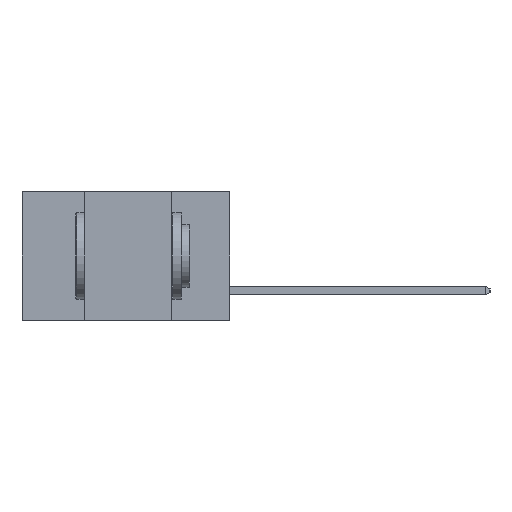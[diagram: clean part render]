
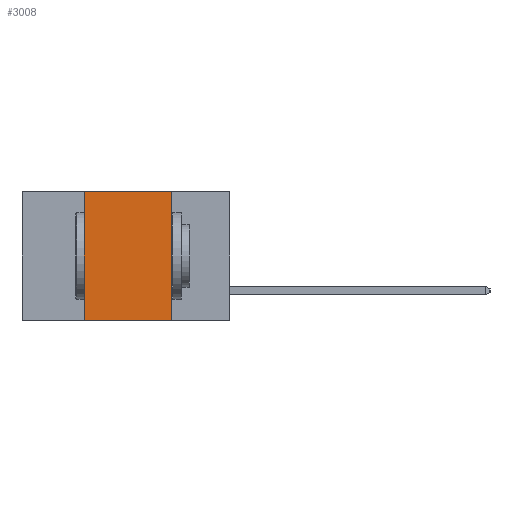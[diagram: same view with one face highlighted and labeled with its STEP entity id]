
A CAD part, left-side view. The second image highlights one B-rep face of the part: STEP entity #3008.
In plain terms, the highlighted planar face has unit normal (-1, 0, 0).
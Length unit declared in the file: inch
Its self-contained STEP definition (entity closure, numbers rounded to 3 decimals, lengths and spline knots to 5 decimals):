
#551 = DIRECTION ( 'NONE',  ( 0., 0., 1. ) ) ;
#965 = DIRECTION ( 'NONE',  ( 0., -1., 0. ) ) ;
#1704 = VERTEX_POINT ( 'NONE', #13620 ) ;
#1925 = EDGE_CURVE ( 'NONE', #3810, #6027, #10087, .T. ) ;
#1990 = AXIS2_PLACEMENT_3D ( 'NONE', #16278, #17769, #15106 ) ;
#2126 = CARTESIAN_POINT ( 'NONE',  ( 0., 0.42, -0.37 ) ) ;
#3008 = ADVANCED_FACE ( 'NONE', ( #12948 ), #16369, .F. ) ;
#3038 = EDGE_CURVE ( 'NONE', #6027, #9296, #16613, .T. ) ;
#3810 = VERTEX_POINT ( 'NONE', #11010 ) ;
#4054 = ORIENTED_EDGE ( 'NONE', *, *, #5255, .F. ) ;
#4197 = CARTESIAN_POINT ( 'NONE',  ( 0., 0.42, 0. ) ) ;
#4555 = ORIENTED_EDGE ( 'NONE', *, *, #1925, .F. ) ;
#4683 = LINE ( 'NONE', #5432, #12363 ) ;
#5255 = EDGE_CURVE ( 'NONE', #9296, #1704, #4683, .T. ) ;
#5360 = DIRECTION ( 'NONE',  ( 0., 0., -1. ) ) ;
#5432 = CARTESIAN_POINT ( 'NONE',  ( 0., 0.17, -0.37 ) ) ;
#6027 = VERTEX_POINT ( 'NONE', #4197 ) ;
#7593 = CARTESIAN_POINT ( 'NONE',  ( 0., 0.6, -0.37 ) ) ;
#8195 = VECTOR ( 'NONE', #15898, 39.37008 ) ;
#8474 = ORIENTED_EDGE ( 'NONE', *, *, #3038, .F. ) ;
#9296 = VERTEX_POINT ( 'NONE', #20394 ) ;
#9561 = VECTOR ( 'NONE', #965, 39.37008 ) ;
#10084 = LINE ( 'NONE', #7593, #9561 ) ;
#10087 = LINE ( 'NONE', #2126, #13342 ) ;
#11010 = CARTESIAN_POINT ( 'NONE',  ( 0., 0.42, -0.37 ) ) ;
#12363 = VECTOR ( 'NONE', #5360, 39.37008 ) ;
#12948 = FACE_OUTER_BOUND ( 'NONE', #19647, .T. ) ;
#13342 = VECTOR ( 'NONE', #551, 39.37008 ) ;
#13620 = CARTESIAN_POINT ( 'NONE',  ( 0., 0.17, -0.37 ) ) ;
#13743 = ORIENTED_EDGE ( 'NONE', *, *, #16426, .T. ) ;
#15004 = CARTESIAN_POINT ( 'NONE',  ( 0., 0.6, 0. ) ) ;
#15106 = DIRECTION ( 'NONE',  ( 0., 0., -1. ) ) ;
#15898 = DIRECTION ( 'NONE',  ( 0., -1., 0. ) ) ;
#16278 = CARTESIAN_POINT ( 'NONE',  ( 0., 0.6, 0. ) ) ;
#16369 = PLANE ( 'NONE',  #1990 ) ;
#16426 = EDGE_CURVE ( 'NONE', #3810, #1704, #10084, .T. ) ;
#16613 = LINE ( 'NONE', #15004, #8195 ) ;
#17769 = DIRECTION ( 'NONE',  ( 1., 0., 0. ) ) ;
#19647 = EDGE_LOOP ( 'NONE', ( #4054, #8474, #4555, #13743 ) ) ;
#20394 = CARTESIAN_POINT ( 'NONE',  ( 0., 0.17, 0. ) ) ;
